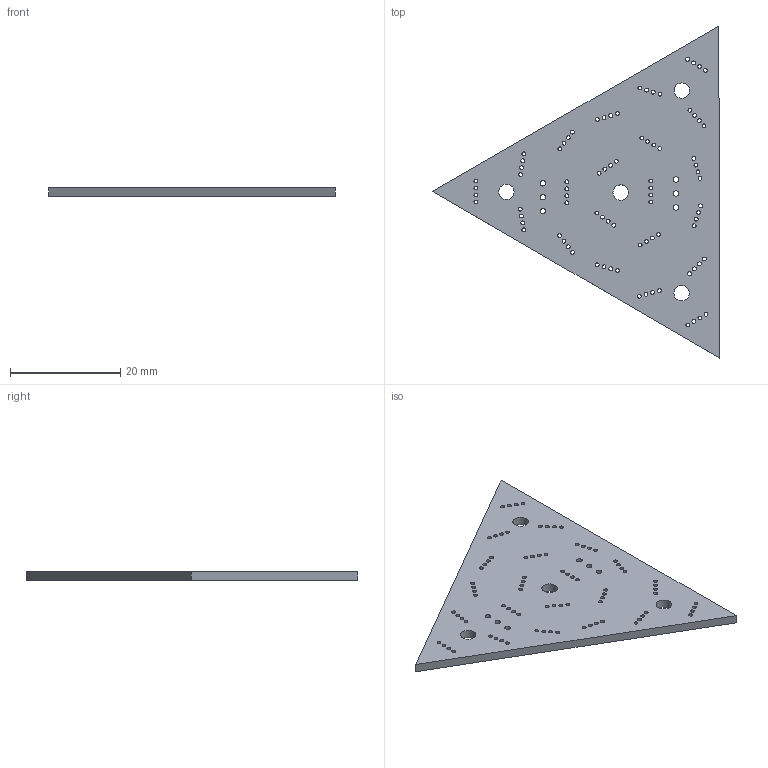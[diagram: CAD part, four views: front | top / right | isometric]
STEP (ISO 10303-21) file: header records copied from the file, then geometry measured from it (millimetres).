
FILE_DESCRIPTION(('KiCad electronic assembly'),'2;1');
FILE_NAME('triangle.step','2022-02-28T21:04:59',('Pcbnew'),('Kicad'), 'Open CASCADE STEP processor 7.6','KiCad to STEP converter','Unknown' );
FILE_SCHEMA(('AUTOMOTIVE_DESIGN { 1 0 10303 214 1 1 1 1 }'));
Length unit declared in the file: millimetre
Products named in the file (2): triangle 1; triangle PCB
Assembly tree (1 placements, depth 2):
  triangle 1
    triangle PCB
Bounding box: 52.04 x 60.27 x 1.6 mm (x, y, z)
Volume: 2409 mm3; surface area: 3682.1 mm2
Topology: 1 solids, 1 shells, 102 faces, 300 edges, 200 vertices
Faces by surface type: cylinder 94, plane 8
Full cylindrical faces by diameter (mm): 0.7 x84, 1 x6, 2.8 x4
Entity records: 7835 total; most frequent: DIRECTION 1296, CARTESIAN_POINT 1204, ORIENTED_EDGE 600, PCURVE 600, DEFINITIONAL_REPRESENTATION 600, LINE 524, VECTOR 524, CIRCLE 376
